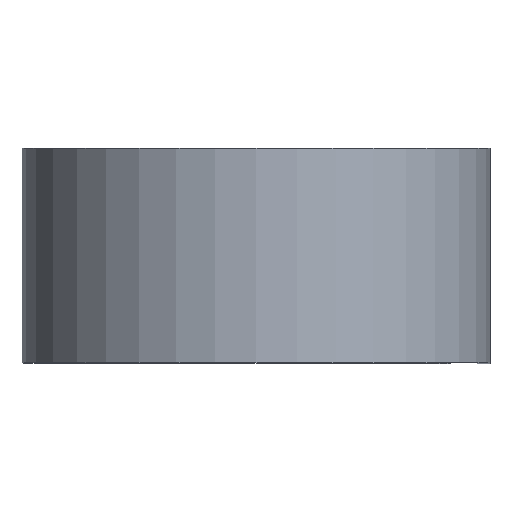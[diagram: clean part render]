
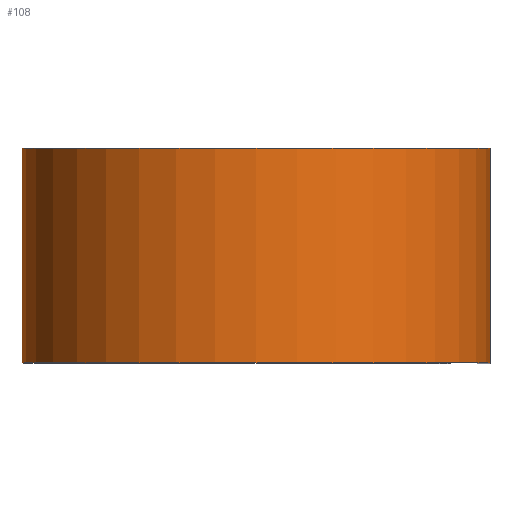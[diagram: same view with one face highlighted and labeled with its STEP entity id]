
A CAD part, top view. The second image highlights one B-rep face of the part: STEP entity #108.
In plain terms, the highlighted cylindrical face has radius 27.711 mm (diameter 55.423 mm), a partial arc.
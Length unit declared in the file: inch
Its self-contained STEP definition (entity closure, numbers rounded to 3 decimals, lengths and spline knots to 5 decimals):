
#41 = DIRECTION ( 'NONE',  ( 0., -1., 0. ) ) ;
#47 = VERTEX_POINT ( 'NONE', #571 ) ;
#49 = ORIENTED_EDGE ( 'NONE', *, *, #259, .T. ) ;
#69 = ORIENTED_EDGE ( 'NONE', *, *, #384, .F. ) ;
#80 = CARTESIAN_POINT ( 'NONE',  ( 1.091, 0.5, 0. ) ) ;
#108 = ADVANCED_FACE ( 'NONE', ( #590 ), #553, .T. ) ;
#152 = CARTESIAN_POINT ( 'NONE',  ( 0., 0.5, -1.091 ) ) ;
#189 = VERTEX_POINT ( 'NONE', #524 ) ;
#196 = CARTESIAN_POINT ( 'NONE',  ( 0., 0.5, 0. ) ) ;
#198 = DIRECTION ( 'NONE',  ( 1., 0., 0. ) ) ;
#199 = CARTESIAN_POINT ( 'NONE',  ( 0., 0.5, 0. ) ) ;
#207 = DIRECTION ( 'NONE',  ( 0., 0., -1. ) ) ;
#210 = CARTESIAN_POINT ( 'NONE',  ( 1.091, 0.5, 0. ) ) ;
#218 = CARTESIAN_POINT ( 'NONE',  ( 1.091, -0.5, 0. ) ) ;
#239 = ORIENTED_EDGE ( 'NONE', *, *, #362, .T. ) ;
#241 = EDGE_CURVE ( 'NONE', #556, #369, #387, .T. ) ;
#248 = CIRCLE ( 'NONE', #255, 1.091 ) ;
#255 = AXIS2_PLACEMENT_3D ( 'NONE', #196, #309, #198 ) ;
#259 = EDGE_CURVE ( 'NONE', #47, #189, #458, .T. ) ;
#261 = AXIS2_PLACEMENT_3D ( 'NONE', #263, #308, #520 ) ;
#263 = CARTESIAN_POINT ( 'NONE',  ( 0., -0.5, 0. ) ) ;
#267 = DIRECTION ( 'NONE',  ( 0., -1., 0. ) ) ;
#277 = CIRCLE ( 'NONE', #261, 1.091 ) ;
#290 = AXIS2_PLACEMENT_3D ( 'NONE', #199, #41, #207 ) ;
#308 = DIRECTION ( 'NONE',  ( 0., 1., 0. ) ) ;
#309 = DIRECTION ( 'NONE',  ( 0., 1., 0. ) ) ;
#339 = ORIENTED_EDGE ( 'NONE', *, *, #241, .F. ) ;
#356 = VECTOR ( 'NONE', #595, 39.37008 ) ;
#362 = EDGE_CURVE ( 'NONE', #189, #369, #277, .T. ) ;
#369 = VERTEX_POINT ( 'NONE', #218 ) ;
#384 = EDGE_CURVE ( 'NONE', #47, #556, #248, .T. ) ;
#387 = LINE ( 'NONE', #210, #460 ) ;
#458 = LINE ( 'NONE', #152, #356 ) ;
#460 = VECTOR ( 'NONE', #267, 39.37008 ) ;
#520 = DIRECTION ( 'NONE',  ( 1., 0., 0. ) ) ;
#524 = CARTESIAN_POINT ( 'NONE',  ( 0., -0.5, -1.091 ) ) ;
#549 = EDGE_LOOP ( 'NONE', ( #239, #339, #69, #49 ) ) ;
#553 = CYLINDRICAL_SURFACE ( 'NONE', #290, 1.091 ) ;
#556 = VERTEX_POINT ( 'NONE', #80 ) ;
#571 = CARTESIAN_POINT ( 'NONE',  ( 0., 0.5, -1.091 ) ) ;
#590 = FACE_OUTER_BOUND ( 'NONE', #549, .T. ) ;
#595 = DIRECTION ( 'NONE',  ( 0., -1., 0. ) ) ;
